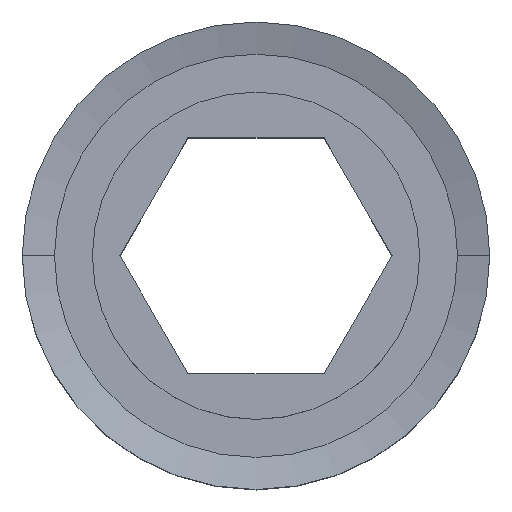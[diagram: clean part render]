
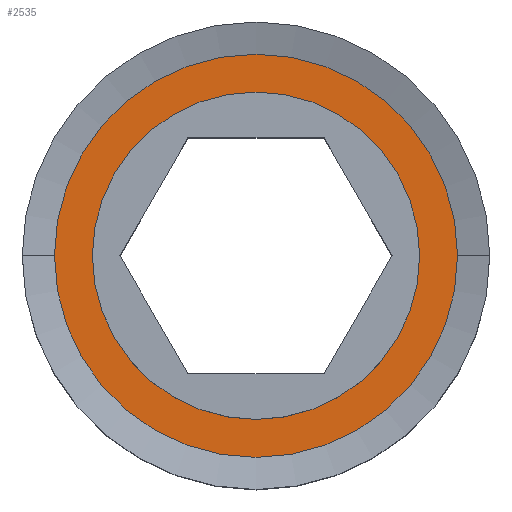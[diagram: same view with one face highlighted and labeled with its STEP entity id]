
A CAD part, top view. The second image highlights one B-rep face of the part: STEP entity #2535.
In plain terms, the highlighted planar face has unit normal (0, 0, 1).
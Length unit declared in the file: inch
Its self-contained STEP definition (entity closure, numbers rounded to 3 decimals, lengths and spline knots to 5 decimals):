
#79 = CIRCLE ( 'NONE', #1892, 0.4311 ) ;
#485 = DIRECTION ( 'NONE',  ( 1., 0., 0. ) ) ;
#506 = CARTESIAN_POINT ( 'NONE',  ( 0., 0., 0.24937 ) ) ;
#524 = CARTESIAN_POINT ( 'NONE',  ( 0., 0., 0.24937 ) ) ;
#619 = FACE_BOUND ( 'NONE', #1030, .T. ) ;
#751 = CARTESIAN_POINT ( 'NONE',  ( 0.4311, 0., 0.24937 ) ) ;
#808 = VERTEX_POINT ( 'NONE', #1249 ) ;
#838 = DIRECTION ( 'NONE',  ( -1., 0., 0. ) ) ;
#911 = AXIS2_PLACEMENT_3D ( 'NONE', #506, #2956, #485 ) ;
#1030 = EDGE_LOOP ( 'NONE', ( #2312, #2031 ) ) ;
#1214 = CIRCLE ( 'NONE', #4728, 0.35 ) ;
#1249 = CARTESIAN_POINT ( 'NONE',  ( 0.35, 0., 0.24937 ) ) ;
#1500 = ORIENTED_EDGE ( 'NONE', *, *, #4998, .F. ) ;
#1861 = EDGE_CURVE ( 'NONE', #808, #3493, #4808, .T. ) ;
#1892 = AXIS2_PLACEMENT_3D ( 'NONE', #4710, #5313, #5694 ) ;
#2031 = ORIENTED_EDGE ( 'NONE', *, *, #4823, .T. ) ;
#2312 = ORIENTED_EDGE ( 'NONE', *, *, #1861, .T. ) ;
#2382 = CARTESIAN_POINT ( 'NONE',  ( 0., 0., 0.24937 ) ) ;
#2400 = CIRCLE ( 'NONE', #4936, 0.4311 ) ;
#2535 = ADVANCED_FACE ( 'NONE', ( #619, #4058 ), #4444, .T. ) ;
#2674 = DIRECTION ( 'NONE',  ( 0., 0., -1. ) ) ;
#2692 = DIRECTION ( 'NONE',  ( 1., 0., 0. ) ) ;
#2816 = CARTESIAN_POINT ( 'NONE',  ( -0.35, 0., 0.24937 ) ) ;
#2956 = DIRECTION ( 'NONE',  ( 0., 0., -1. ) ) ;
#3059 = DIRECTION ( 'NONE',  ( 1., 0., 0. ) ) ;
#3248 = VERTEX_POINT ( 'NONE', #4791 ) ;
#3493 = VERTEX_POINT ( 'NONE', #2816 ) ;
#3993 = VERTEX_POINT ( 'NONE', #751 ) ;
#3996 = CARTESIAN_POINT ( 'NONE',  ( 0., 0.4311, 0.24937 ) ) ;
#4058 = FACE_OUTER_BOUND ( 'NONE', #5034, .T. ) ;
#4201 = ORIENTED_EDGE ( 'NONE', *, *, #4482, .F. ) ;
#4444 = PLANE ( 'NONE',  #4952 ) ;
#4482 = EDGE_CURVE ( 'NONE', #3993, #3248, #2400, .T. ) ;
#4710 = CARTESIAN_POINT ( 'NONE',  ( 0., 0., 0.24937 ) ) ;
#4728 = AXIS2_PLACEMENT_3D ( 'NONE', #524, #2674, #2692 ) ;
#4791 = CARTESIAN_POINT ( 'NONE',  ( -0.4311, 0., 0.24937 ) ) ;
#4808 = CIRCLE ( 'NONE', #911, 0.35 ) ;
#4823 = EDGE_CURVE ( 'NONE', #3493, #808, #1214, .T. ) ;
#4936 = AXIS2_PLACEMENT_3D ( 'NONE', #2382, #6168, #838 ) ;
#4952 = AXIS2_PLACEMENT_3D ( 'NONE', #3996, #4970, #3059 ) ;
#4970 = DIRECTION ( 'NONE',  ( 0., 0., 1. ) ) ;
#4998 = EDGE_CURVE ( 'NONE', #3248, #3993, #79, .T. ) ;
#5034 = EDGE_LOOP ( 'NONE', ( #4201, #1500 ) ) ;
#5313 = DIRECTION ( 'NONE',  ( 0., 0., -1. ) ) ;
#5694 = DIRECTION ( 'NONE',  ( -1., 0., 0. ) ) ;
#6168 = DIRECTION ( 'NONE',  ( 0., 0., -1. ) ) ;
